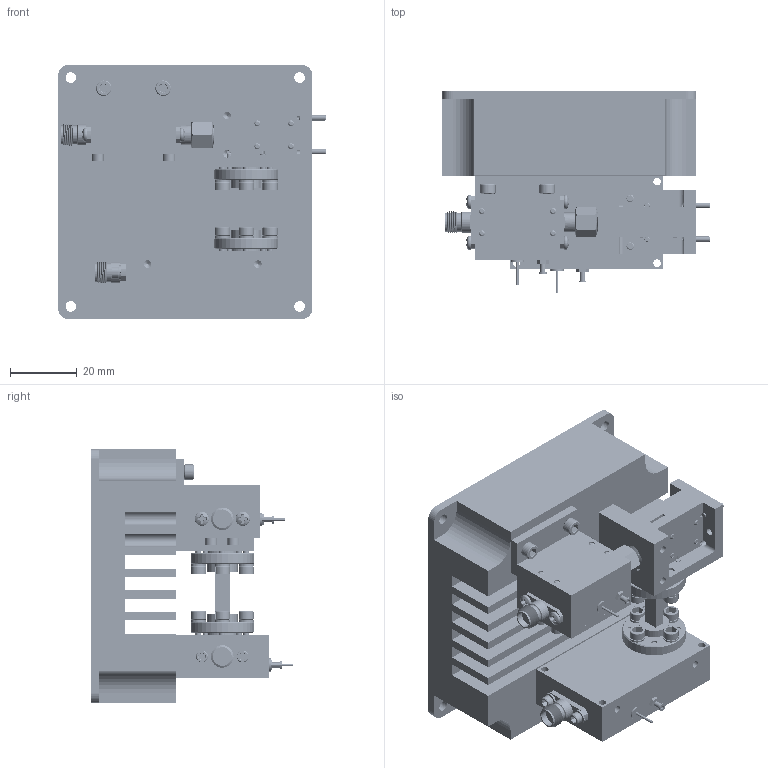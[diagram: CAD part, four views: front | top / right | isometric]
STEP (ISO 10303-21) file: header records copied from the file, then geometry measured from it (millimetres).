
FILE_DESCRIPTION (( 'STEP AP203' ), '1' );
FILE_NAME ('SSR-9333531430-10-B1.STEP', '2018-06-21T18:40:54', ( '' ), ( '' ), 'SwSTEP 2.0', 'SolidWorks 2016', '' );
FILE_SCHEMA (( 'CONFIG_CONTROL_DESIGN' ));
Products named in the file (1): SSR-9333531430-10-B1
Bounding box: 80.26 x 60.58 x 76.2 mm (x, y, z)
Volume: 144469.7 mm3; surface area: 63368 mm2
Topology: 73 solids, 73 shells, 6875 faces, 18774 edges, 12282 vertices
Faces by surface type: plane 2550, cylinder 2509, bspline 1190, cone 582, torus 36, sphere 8
Entity records: 305021 total; most frequent: CARTESIAN_POINT 151375, ORIENTED_EDGE 37420, DIRECTION 24733, EDGE_CURVE 18710, VERTEX_POINT 12282, VECTOR 8597, LINE 8597, AXIS2_PLACEMENT_3D 8068
